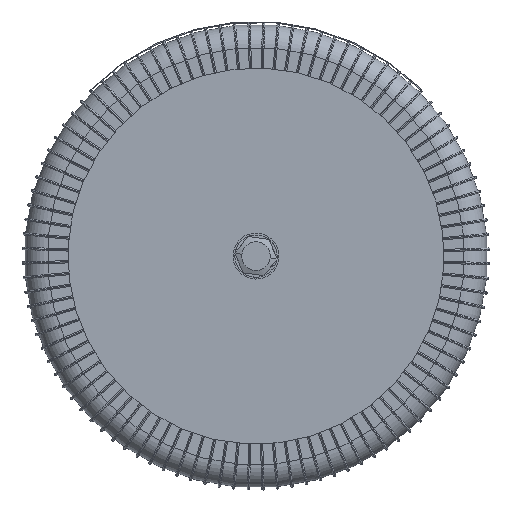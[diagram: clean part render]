
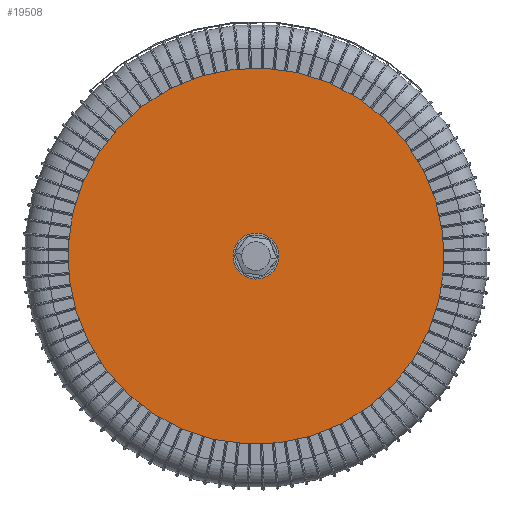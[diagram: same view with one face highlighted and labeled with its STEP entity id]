
A CAD part, front view. The second image highlights one B-rep face of the part: STEP entity #19508.
In plain terms, the highlighted planar face has unit normal (0, -1, 0).
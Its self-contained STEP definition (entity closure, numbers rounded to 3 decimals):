
#3394 = CIRCLE ( 'NONE', #14521, 41. ) ;
#5768 = DIRECTION ( 'NONE',  ( 0., 1., 0. ) ) ;
#6673 = CIRCLE ( 'NONE', #14841, 4. ) ;
#7515 = EDGE_CURVE ( 'NONE', #47593, #24860, #6673, .T. ) ;
#9275 = ORIENTED_EDGE ( 'NONE', *, *, #61141, .F. ) ;
#9781 = CIRCLE ( 'NONE', #12813, 4. ) ;
#11705 = VERTEX_POINT ( 'NONE', #21467 ) ;
#12813 = AXIS2_PLACEMENT_3D ( 'NONE', #34684, #5768, #15916 ) ;
#13851 = FACE_OUTER_BOUND ( 'NONE', #29357, .T. ) ;
#14521 = AXIS2_PLACEMENT_3D ( 'NONE', #54024, #39098, #35239 ) ;
#14841 = AXIS2_PLACEMENT_3D ( 'NONE', #51376, #31362, #22457 ) ;
#15916 = DIRECTION ( 'NONE',  ( 0., 0., 1. ) ) ;
#18636 = PLANE ( 'NONE',  #29524 ) ;
#19508 = ADVANCED_FACE ( 'NONE', ( #13851, #56787 ), #18636, .F. ) ;
#21467 = CARTESIAN_POINT ( 'NONE',  ( 0., 0., 41. ) ) ;
#22457 = DIRECTION ( 'NONE',  ( 0., 0., 1. ) ) ;
#22802 = CARTESIAN_POINT ( 'NONE',  ( 0., 0., 4. ) ) ;
#23346 = DIRECTION ( 'NONE',  ( 0., 0., 1. ) ) ;
#24066 = CARTESIAN_POINT ( 'NONE',  ( 0., 0., 0. ) ) ;
#24860 = VERTEX_POINT ( 'NONE', #22802 ) ;
#24952 = ORIENTED_EDGE ( 'NONE', *, *, #39638, .F. ) ;
#28034 = ORIENTED_EDGE ( 'NONE', *, *, #7515, .T. ) ;
#29357 = EDGE_LOOP ( 'NONE', ( #9275, #24952 ) ) ;
#29524 = AXIS2_PLACEMENT_3D ( 'NONE', #24066, #43476, #46979 ) ;
#31362 = DIRECTION ( 'NONE',  ( 0., 1., 0. ) ) ;
#32541 = DIRECTION ( 'NONE',  ( 0., 1., 0. ) ) ;
#34684 = CARTESIAN_POINT ( 'NONE',  ( 0., 0., 0. ) ) ;
#35239 = DIRECTION ( 'NONE',  ( 0., 0., 1. ) ) ;
#36733 = VERTEX_POINT ( 'NONE', #50021 ) ;
#39098 = DIRECTION ( 'NONE',  ( 0., 1., 0. ) ) ;
#39638 = EDGE_CURVE ( 'NONE', #11705, #36733, #40141, .T. ) ;
#40141 = CIRCLE ( 'NONE', #45177, 41. ) ;
#42541 = EDGE_CURVE ( 'NONE', #24860, #47593, #9781, .T. ) ;
#43476 = DIRECTION ( 'NONE',  ( 0., 1., 0. ) ) ;
#45177 = AXIS2_PLACEMENT_3D ( 'NONE', #61793, #32541, #23346 ) ;
#46843 = CARTESIAN_POINT ( 'NONE',  ( 0., 0., -4. ) ) ;
#46979 = DIRECTION ( 'NONE',  ( 0., 0., 1. ) ) ;
#47593 = VERTEX_POINT ( 'NONE', #46843 ) ;
#50021 = CARTESIAN_POINT ( 'NONE',  ( 0., 0., -41. ) ) ;
#51376 = CARTESIAN_POINT ( 'NONE',  ( 0., 0., 0. ) ) ;
#54024 = CARTESIAN_POINT ( 'NONE',  ( 0., 0., 0. ) ) ;
#54323 = EDGE_LOOP ( 'NONE', ( #28034, #61772 ) ) ;
#56787 = FACE_BOUND ( 'NONE', #54323, .T. ) ;
#61141 = EDGE_CURVE ( 'NONE', #36733, #11705, #3394, .T. ) ;
#61772 = ORIENTED_EDGE ( 'NONE', *, *, #42541, .T. ) ;
#61793 = CARTESIAN_POINT ( 'NONE',  ( 0., 0., 0. ) ) ;
